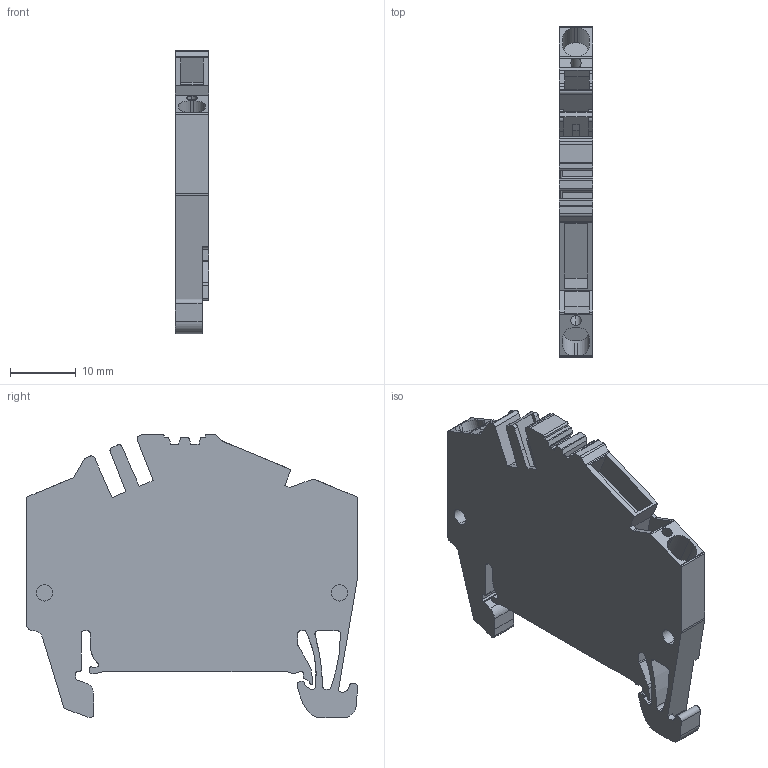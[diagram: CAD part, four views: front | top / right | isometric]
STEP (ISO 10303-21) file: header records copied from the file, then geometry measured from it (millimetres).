
FILE_DESCRIPTION(('CATIA V5 STEP Exchange','CAx-IF Rec.Pracs.--- Model Styling and Organization---1.4--- 2014-01-23'),'2;1');
FILE_NAME ('D1455994_0_1779020000_1779020000.stp','2020-01-10T09:35:13+00:00',('none'),('Weidmueller'),'CATIA Version 5-6 Release 2016 SP3 HF44','CATIA V5 STEP AP214','none');
FILE_SCHEMA(('AUTOMOTIVE_DESIGN { 1 0 10303 214 1 1 1 1 }'));
Length unit declared in the file: millimetre
Products named in the file (1): 1779020000_ZTR_2-5-2-O.TNHE
Bounding box: 5.1 x 50.5 x 43.25 mm (x, y, z)
Volume: 7000 mm3; surface area: 5479.9 mm2
Topology: 1 solids, 1 shells, 287 faces, 842 edges, 564 vertices
Faces by surface type: plane 179, cylinder 108
Entity records: 9021 total; most frequent: ORIENTED_EDGE 1684, CARTESIAN_POINT 1625, DIRECTION 1278, EDGE_CURVE 842, VECTOR 610, LINE 610, VERTEX_POINT 564, AXIS2_PLACEMENT_3D 451
